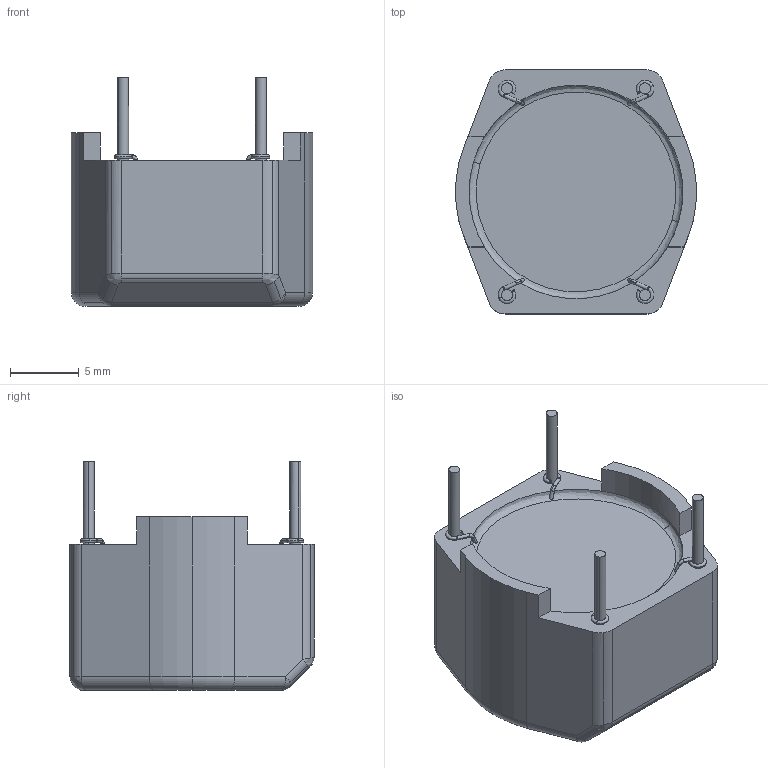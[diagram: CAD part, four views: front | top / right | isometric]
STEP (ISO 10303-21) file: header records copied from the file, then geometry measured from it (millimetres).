
FILE_DESCRIPTION(('STEP AP242'),'1');
FILE_NAME('rn_112-0_4-02.stp','2018-12-24T10:40:46',('TraceParts'),('TraceParts S.A.'),'Spatial InterOp 3D',' ',' ');
FILE_SCHEMA(('AP242_MANAGED_MODEL_BASED_3D_ENGINEERING_MIM_LF {1 0 10303 442 1 1 4}'));
Length unit declared in the file: millimetre
Products named in the file (1): rn_112-0_4-02
Bounding box: 17.5 x 17.7 x 16.6 mm (x, y, z)
Volume: 2368.6 mm3; surface area: 1803 mm2
Topology: 1 solids, 6 shells, 155 faces, 392 edges, 243 vertices
Faces by surface type: cylinder 66, plane 33, bspline 30, torus 24, sphere 2
Entity records: 9633 total; most frequent: CARTESIAN_POINT 4749, ORIENTED_EDGE 780, DIRECTION 773, EDGE_CURVE 390, AXIS2_PLACEMENT_3D 331, VERTEX_POINT 243, CIRCLE 191, EDGE_LOOP 159
